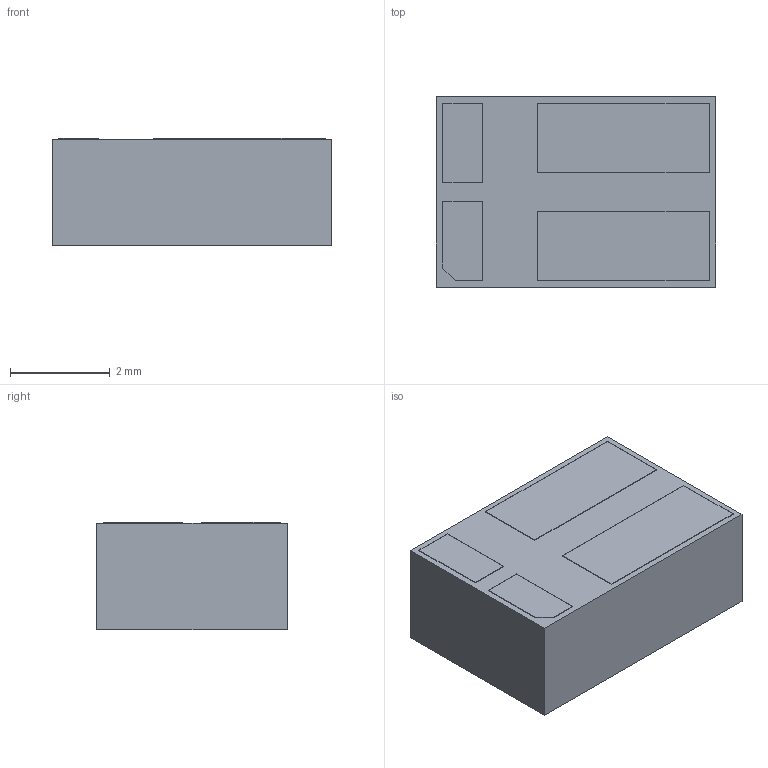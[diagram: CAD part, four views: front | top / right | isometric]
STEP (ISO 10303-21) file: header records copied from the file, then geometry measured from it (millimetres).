
FILE_DESCRIPTION (( 'STEP AP203' ), '1' );
FILE_NAME ('S-204-202.STEP', '2026-03-24T00:38:56', ( '' ), ( '' ), 'SwSTEP 2.0', 'SolidWorks 2013', '' );
FILE_SCHEMA (( 'CONFIG_CONTROL_DESIGN' ));
Length unit declared in the file: inch
Products named in the file (1): S-204-202
Bounding box: 5.59 x 3.81 x 2.15 mm (x, y, z)
Volume: 45.6 mm3; surface area: 83 mm2
Topology: 1 solids, 1 shells, 27 faces, 63 edges, 42 vertices
Faces by surface type: plane 27
Entity records: 836 total; most frequent: CARTESIAN_POINT 133, ORIENTED_EDGE 126, DIRECTION 119, EDGE_CURVE 63, LINE 63, VECTOR 63, VERTEX_POINT 42, EDGE_LOOP 31
